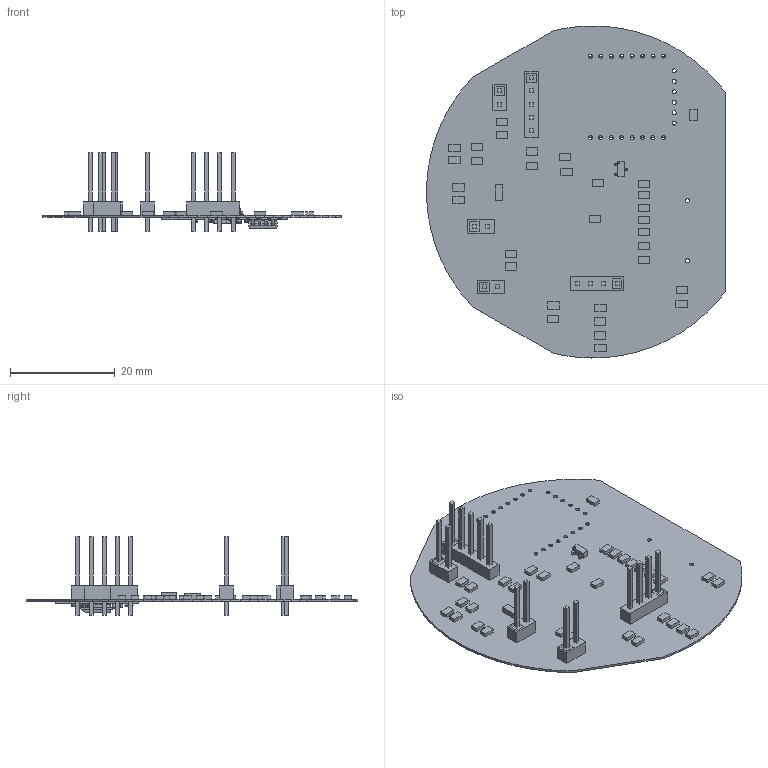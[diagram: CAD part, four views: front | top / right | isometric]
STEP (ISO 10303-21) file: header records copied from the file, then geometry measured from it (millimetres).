
FILE_DESCRIPTION(('Open CASCADE Model'),'2;1');
FILE_NAME('Open CASCADE Shape Model','2020-08-22T21:01:49',('Author'),( 'Open CASCADE'),'Open CASCADE STEP processor 6.8','Open CASCADE 6.8' ,'Unknown');
FILE_SCHEMA(('AUTOMOTIVE_DESIGN { 1 0 10303 214 1 1 1 1 }'));
Length unit declared in the file: millimetre
Products named in the file (97): PCB; Board; R8; 740906040; Extruded; P6; 740906584; 740906312; 740912160; U2; User_Library-ESP_12_E; User_Library-ESP_12_E_Board; User_Library-ESP_12_E_R1; User_Library-ESP_12_E_User_Library-0402(1005M)_Res; User_Library-ESP_12_E_LED1; User_Library-ESP_12_E_User_Library-0603(1608M)_LED; User_Library-ESP_12_E_C6; User_Library-ESP_12_E_User_Library-0402(1005M)_Cap; User_Library-ESP_12_E_X1; User_Library-ESP_12_E_User_Library-Crystal-SMT-2520; User_Library-ESP_12_E_User_Library-Osc_KC2520_Imported_4; User_Library-ESP_12_E_User_Library-Osc_KC2520_Imported_5; User_Library-ESP_12_E_U2; User_Library-ESP_12_E_User_Library-SO8-Wide-5mmx5mm; User_Library-ESP_12_E_U1; User_Library-ESP_12_E_User_Library-QFN-32-5x5mm-WithPad; User_Library-ESP_12_E_R5; User_Library-ESP_12_E_L2; User_Library-ESP_12_E_L1; User_Library-ESP_12_E_C5; User_Library-ESP_12_E_C4; User_Library-ESP_12_E_C3; User_Library-ESP_12_E_C2; User_Library-ESP_12_E_C1; User_Library-ESP_12_E_C8; D3; 999052488; 999053440; 999037936; 999044192 ...
Assembly tree (159 placements, depth 6):
  PCB
    Board
    R8
      740906040
        Extruded
    P6
      740906584
        Extruded
      740906312  x2
        Extruded
      740912160
        Extruded
    U2
      User_Library-ESP_12_E
        User_Library-ESP_12_E_Board
        User_Library-ESP_12_E_R1
          User_Library-ESP_12_E_User_Library-0402(1005M)_Res
        User_Library-ESP_12_E_LED1
          User_Library-ESP_12_E_User_Library-0603(1608M)_LED
        User_Library-ESP_12_E_C6
          User_Library-ESP_12_E_User_Library-0402(1005M)_Cap
        User_Library-ESP_12_E_X1
          User_Library-ESP_12_E_User_Library-Crystal-SMT-2520
            User_Library-ESP_12_E_User_Library-Osc_KC2520_Imported_4
            User_Library-ESP_12_E_User_Library-Osc_KC2520_Imported_5
        User_Library-ESP_12_E_U2
          User_Library-ESP_12_E_User_Library-SO8-Wide-5mmx5mm
        User_Library-ESP_12_E_U1
          User_Library-ESP_12_E_User_Library-QFN-32-5x5mm-WithPad
        User_Library-ESP_12_E_R5
          User_Library-ESP_12_E_User_Library-0402(1005M)_Res
        User_Library-ESP_12_E_L2
          User_Library-ESP_12_E_User_Library-0402(1005M)_Res
        User_Library-ESP_12_E_L1
          User_Library-ESP_12_E_User_Library-0402(1005M)_Res
        User_Library-ESP_12_E_C5
          User_Library-ESP_12_E_User_Library-0402(1005M)_Cap
        User_Library-ESP_12_E_C4
          User_Library-ESP_12_E_User_Library-0402(1005M)_Cap
        User_Library-ESP_12_E_C3
          User_Library-ESP_12_E_User_Library-0402(1005M)_Cap
        User_Library-ESP_12_E_C2
          User_Library-ESP_12_E_User_Library-0402(1005M)_Cap
        User_Library-ESP_12_E_C1
          User_Library-ESP_12_E_User_Library-0402(1005M)_Cap
        User_Library-ESP_12_E_C8
          User_Library-ESP_12_E_User_Library-0402(1005M)_Cap
    D3
      999052488  x3
        Extruded
      999053440  x3
        Extruded
      999037936  x3
        Extruded
      999044192
        Extruded
      1053102192
        Cylinder
    P5
      740906856
Bounding box: 57.15 x 63.5 x 14.99 mm (x, y, z)
Volume: 1899 mm3; surface area: 8660.4 mm2
Topology: 109 solids, 109 shells, 2761 faces, 7128 edges, 4580 vertices
Faces by surface type: plane 1807, bspline 601, cylinder 347, sphere 4, cone 2
Full cylindrical faces by diameter (mm): 0.254 x1, 0.762 x22, 0.8 x1, 0.813 x1, 1.016 x15
Entity records: 60646 total; most frequent: CARTESIAN_POINT 16669, ORIENTED_EDGE 7430, DIRECTION 6296, EDGE_CURVE 3715, LINE 2990, VECTOR 2990, VERTEX_POINT 2438, AXIS2_PLACEMENT_3D 1653
